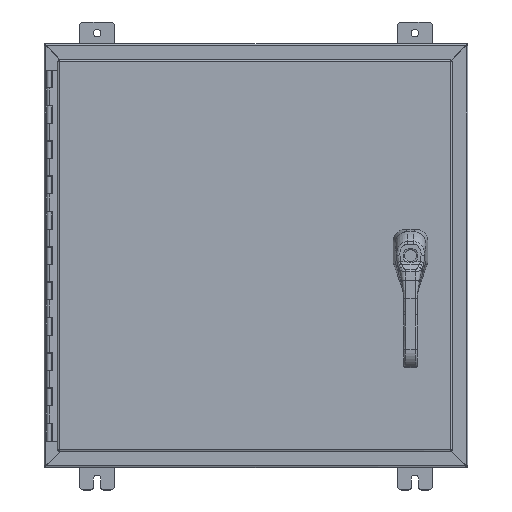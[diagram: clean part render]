
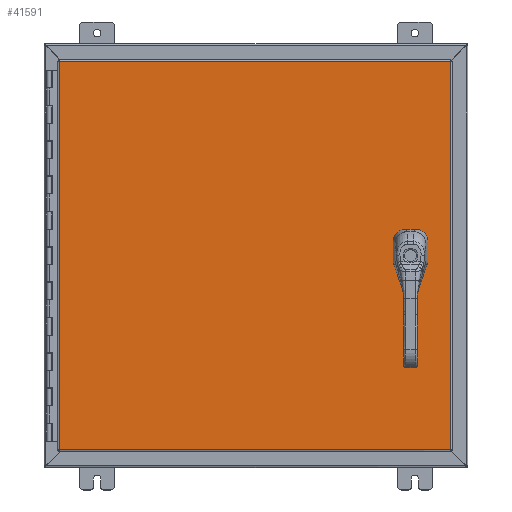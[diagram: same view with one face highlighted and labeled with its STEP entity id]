
A CAD part, top view. The second image highlights one B-rep face of the part: STEP entity #41591.
In plain terms, the highlighted face is planar.
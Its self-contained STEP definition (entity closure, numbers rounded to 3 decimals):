
#3012=FACE_BOUND('',#8730,.T.);
#3013=FACE_BOUND('',#8731,.T.);
#3014=FACE_BOUND('',#8732,.T.);
#3015=FACE_BOUND('',#8733,.T.);
#3763=PLANE('',#46682);
#6150=FACE_OUTER_BOUND('',#8729,.T.);
#8729=EDGE_LOOP('',(#37330,#37331,#37332,#37333));
#8730=EDGE_LOOP('',(#37334,#37335,#37336,#37337,#37338,#37339,#37340,#37341));
#8731=EDGE_LOOP('',(#37342));
#8732=EDGE_LOOP('',(#37343));
#8733=EDGE_LOOP('',(#37344));
#11292=LINE('',#115055,#14157);
#11296=LINE('',#115067,#14161);
#11300=LINE('',#115079,#14165);
#11304=LINE('',#115089,#14169);
#11329=LINE('',#115262,#14194);
#11342=LINE('',#115397,#14207);
#11360=LINE('',#115566,#14225);
#11364=LINE('',#115601,#14229);
#14157=VECTOR('',#57550,0.394);
#14161=VECTOR('',#57562,0.394);
#14165=VECTOR('',#57574,0.394);
#14169=VECTOR('',#57586,0.394);
#14194=VECTOR('',#57643,0.394);
#14207=VECTOR('',#57666,0.394);
#14225=VECTOR('',#57700,0.394);
#14229=VECTOR('',#57710,0.394);
#16720=CIRCLE('',#46626,0.453);
#16722=CIRCLE('',#46630,0.453);
#16724=CIRCLE('',#46634,0.453);
#16726=CIRCLE('',#46638,0.453);
#16727=CIRCLE('',#46641,0.141);
#16729=CIRCLE('',#46644,0.141);
#16731=CIRCLE('',#46647,0.141);
#20093=VERTEX_POINT('',#115046);
#20094=VERTEX_POINT('',#115048);
#20096=VERTEX_POINT('',#115054);
#20098=VERTEX_POINT('',#115060);
#20100=VERTEX_POINT('',#115066);
#20102=VERTEX_POINT('',#115072);
#20104=VERTEX_POINT('',#115078);
#20106=VERTEX_POINT('',#115084);
#20107=VERTEX_POINT('',#115091);
#20109=VERTEX_POINT('',#115097);
#20111=VERTEX_POINT('',#115103);
#20136=VERTEX_POINT('',#115253);
#20137=VERTEX_POINT('',#115261);
#20141=VERTEX_POINT('',#115333);
#20147=VERTEX_POINT('',#115389);
#25829=EDGE_CURVE('',#20094,#20093,#16720,.T.);
#25832=EDGE_CURVE('',#20096,#20094,#11292,.T.);
#25835=EDGE_CURVE('',#20098,#20096,#16722,.T.);
#25838=EDGE_CURVE('',#20100,#20098,#11296,.T.);
#25841=EDGE_CURVE('',#20102,#20100,#16724,.T.);
#25844=EDGE_CURVE('',#20104,#20102,#11300,.T.);
#25847=EDGE_CURVE('',#20106,#20104,#16726,.T.);
#25850=EDGE_CURVE('',#20093,#20106,#11304,.T.);
#25851=EDGE_CURVE('',#20107,#20107,#16727,.T.);
#25854=EDGE_CURVE('',#20109,#20109,#16729,.T.);
#25857=EDGE_CURVE('',#20111,#20111,#16731,.T.);
#25890=EDGE_CURVE('',#20137,#20136,#11329,.T.);
#25910=EDGE_CURVE('',#20141,#20147,#11342,.T.);
#25935=EDGE_CURVE('',#20136,#20141,#11360,.T.);
#25940=EDGE_CURVE('',#20147,#20137,#11364,.T.);
#37330=ORIENTED_EDGE('',*,*,#25935,.T.);
#37331=ORIENTED_EDGE('',*,*,#25910,.T.);
#37332=ORIENTED_EDGE('',*,*,#25940,.T.);
#37333=ORIENTED_EDGE('',*,*,#25890,.T.);
#37334=ORIENTED_EDGE('',*,*,#25829,.T.);
#37335=ORIENTED_EDGE('',*,*,#25850,.T.);
#37336=ORIENTED_EDGE('',*,*,#25847,.T.);
#37337=ORIENTED_EDGE('',*,*,#25844,.T.);
#37338=ORIENTED_EDGE('',*,*,#25841,.T.);
#37339=ORIENTED_EDGE('',*,*,#25838,.T.);
#37340=ORIENTED_EDGE('',*,*,#25835,.T.);
#37341=ORIENTED_EDGE('',*,*,#25832,.T.);
#37342=ORIENTED_EDGE('',*,*,#25851,.T.);
#37343=ORIENTED_EDGE('',*,*,#25854,.T.);
#37344=ORIENTED_EDGE('',*,*,#25857,.T.);
#41591=ADVANCED_FACE('',(#6150,#3012,#3013,#3014,#3015),#3763,.F.);
#46626=AXIS2_PLACEMENT_3D('',#115049,#57544,#57545);
#46630=AXIS2_PLACEMENT_3D('',#115061,#57556,#57557);
#46634=AXIS2_PLACEMENT_3D('',#115073,#57568,#57569);
#46638=AXIS2_PLACEMENT_3D('',#115085,#57580,#57581);
#46641=AXIS2_PLACEMENT_3D('',#115092,#57589,#57590);
#46644=AXIS2_PLACEMENT_3D('',#115098,#57596,#57597);
#46647=AXIS2_PLACEMENT_3D('',#115104,#57603,#57604);
#46682=AXIS2_PLACEMENT_3D('',#115704,#57746,#57747);
#57544=DIRECTION('center_axis',(0.,0.,1.));
#57545=DIRECTION('ref_axis',(-0.469,-0.883,0.));
#57550=DIRECTION('',(0.,1.,0.));
#57556=DIRECTION('center_axis',(0.,0.,1.));
#57557=DIRECTION('ref_axis',(-0.883,0.469,0.));
#57562=DIRECTION('',(1.,0.,0.));
#57568=DIRECTION('center_axis',(0.,0.,1.));
#57569=DIRECTION('ref_axis',(0.469,0.883,0.));
#57574=DIRECTION('',(0.,-1.,0.));
#57580=DIRECTION('center_axis',(0.,0.,1.));
#57581=DIRECTION('ref_axis',(0.883,-0.469,0.));
#57586=DIRECTION('',(-1.,0.,0.));
#57589=DIRECTION('center_axis',(0.,0.,1.));
#57590=DIRECTION('ref_axis',(1.,0.,0.));
#57596=DIRECTION('center_axis',(0.,0.,1.));
#57597=DIRECTION('ref_axis',(1.,0.,0.));
#57603=DIRECTION('center_axis',(0.,0.,1.));
#57604=DIRECTION('ref_axis',(1.,0.,0.));
#57643=DIRECTION('',(-1.,0.,0.));
#57666=DIRECTION('',(1.,0.,0.));
#57700=DIRECTION('',(0.,1.,0.));
#57710=DIRECTION('',(0.,-1.,0.));
#57746=DIRECTION('center_axis',(0.,0.,1.));
#57747=DIRECTION('ref_axis',(1.,0.,0.));
#115046=CARTESIAN_POINT('',(9.025,0.4,0.));
#115048=CARTESIAN_POINT('',(9.213,0.213,0.));
#115049=CARTESIAN_POINT('Origin',(8.813,0.,0.));
#115054=CARTESIAN_POINT('',(9.213,-0.213,0.));
#115055=CARTESIAN_POINT('',(9.213,0.106,0.));
#115060=CARTESIAN_POINT('',(9.025,-0.4,0.));
#115061=CARTESIAN_POINT('Origin',(8.813,0.,0.));
#115066=CARTESIAN_POINT('',(8.6,-0.4,0.));
#115067=CARTESIAN_POINT('',(4.513,-0.4,0.));
#115072=CARTESIAN_POINT('',(8.413,-0.213,0.));
#115073=CARTESIAN_POINT('Origin',(8.813,0.,0.));
#115078=CARTESIAN_POINT('',(8.413,0.213,0.));
#115079=CARTESIAN_POINT('',(8.413,-0.106,0.));
#115084=CARTESIAN_POINT('',(8.6,0.4,0.));
#115085=CARTESIAN_POINT('Origin',(8.813,0.,0.));
#115089=CARTESIAN_POINT('',(4.3,0.4,0.));
#115091=CARTESIAN_POINT('',(8.672,0.886,0.));
#115092=CARTESIAN_POINT('Origin',(8.812,0.886,0.));
#115097=CARTESIAN_POINT('',(8.672,1.378,0.));
#115098=CARTESIAN_POINT('Origin',(8.812,1.378,0.));
#115103=CARTESIAN_POINT('',(8.672,-0.885,0.));
#115104=CARTESIAN_POINT('Origin',(8.812,-0.885,0.));
#115253=CARTESIAN_POINT('',(-11.082,-10.989,0.));
#115261=CARTESIAN_POINT('',(11.082,-10.989,0.));
#115262=CARTESIAN_POINT('',(5.541,-10.989,0.));
#115333=CARTESIAN_POINT('',(-11.082,10.989,0.));
#115389=CARTESIAN_POINT('',(11.082,10.989,0.));
#115397=CARTESIAN_POINT('',(-5.594,10.989,0.));
#115566=CARTESIAN_POINT('',(-11.082,-5.494,0.));
#115601=CARTESIAN_POINT('',(11.082,5.494,0.));
#115704=CARTESIAN_POINT('Origin',(0.,0.,
0.));
